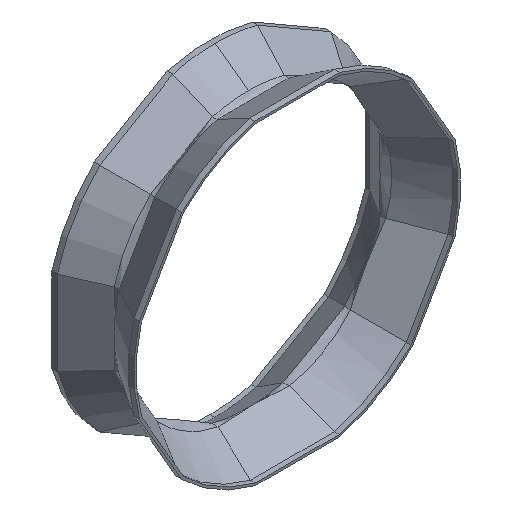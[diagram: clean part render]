
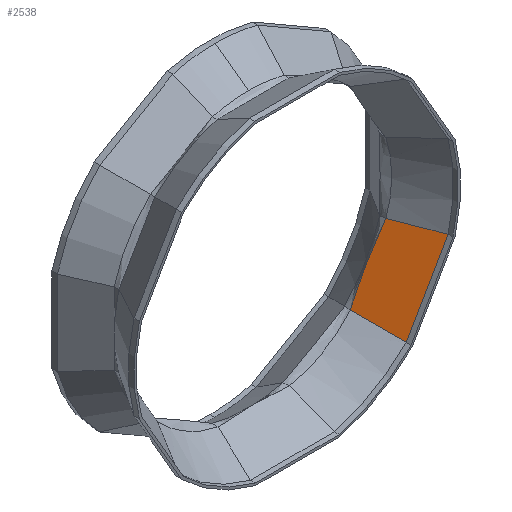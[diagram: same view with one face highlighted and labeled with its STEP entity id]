
A CAD part, isometric view. The second image highlights one B-rep face of the part: STEP entity #2538.
In plain terms, the highlighted planar face has unit normal (-0.739, -0.521, 0.427).
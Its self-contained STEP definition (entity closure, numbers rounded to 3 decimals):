
#107 = ORIENTED_EDGE ( 'NONE', *, *, #2169, .T. ) ;
#171 = VECTOR ( 'NONE', #1542, 1000. ) ;
#388 = CARTESIAN_POINT ( 'NONE',  ( 30.792, 6.643, -8.193 ) ) ;
#405 = CARTESIAN_POINT ( 'NONE',  ( 22.419, 9.696, -18.969 ) ) ;
#858 = CARTESIAN_POINT ( 'NONE',  ( 29.9, 8.104, -7.954 ) ) ;
#868 = FACE_OUTER_BOUND ( 'NONE', #5102, .T. ) ;
#869 = ORIENTED_EDGE ( 'NONE', *, *, #5347, .F. ) ;
#899 = CARTESIAN_POINT ( 'NONE',  ( 21.186, 9.565, -21.265 ) ) ;
#911 = CARTESIAN_POINT ( 'NONE',  ( 21.491, 9.603, -20.689 ) ) ;
#1008 = B_SPLINE_CURVE_WITH_KNOTS ( 'NONE', 3,
 ( #5915, #5411, #2324, #4457, #2060, #5233, #3510 ),
 .UNSPECIFIED., .F., .F.,
 ( 4, 3, 4 ),
 ( 0.016, 0.021, 0.026 ),
 .UNSPECIFIED. ) ;
#1542 = DIRECTION ( 'NONE',  ( -0.5, 0., -0.866 ) ) ;
#1763 = CARTESIAN_POINT ( 'NONE',  ( 29.009, 9.565, -7.715 ) ) ;
#1785 = DIRECTION ( 'NONE',  ( -0.739, -0.521, 0.427 ) ) ;
#1829 = CARTESIAN_POINT ( 'NONE',  ( 27.299, 9.718, -10.489 ) ) ;
#2060 = CARTESIAN_POINT ( 'NONE',  ( 22.491, 6.643, -22.57 ) ) ;
#2083 = ORIENTED_EDGE ( 'NONE', *, *, #4882, .F. ) ;
#2169 = EDGE_CURVE ( 'NONE', #5816, #3615, #4985, .T. ) ;
#2304 = CARTESIAN_POINT ( 'NONE',  ( 28.319, 9.639, -8.82 ) ) ;
#2316 = CARTESIAN_POINT ( 'NONE',  ( 31.683, 5.183, -8.432 ) ) ;
#2324 = CARTESIAN_POINT ( 'NONE',  ( 23.758, 3.808, -23.837 ) ) ;
#2332 = CARTESIAN_POINT ( 'NONE',  ( 21.798, 9.639, -20.115 ) ) ;
#2494 = VERTEX_POINT ( 'NONE', #3238 ) ;
#2538 = ADVANCED_FACE ( 'NONE', ( #868 ), #4178, .T. ) ;
#2709 = CARTESIAN_POINT ( 'NONE',  ( 29.009, 9.565, -7.715 ) ) ;
#2768 = CARTESIAN_POINT ( 'NONE',  ( 28.663, 9.603, -8.267 ) ) ;
#2787 = EDGE_CURVE ( 'NONE', #2494, #5816, #3129, .T. ) ;
#3129 = B_SPLINE_CURVE_WITH_KNOTS ( 'NONE', 3,
 ( #5256, #3666, #5601, #2316, #388, #858, #4651 ),
 .UNSPECIFIED., .F., .F.,
 ( 4, 3, 4 ),
 ( 0.016, 0.021, 0.026 ),
 .UNSPECIFIED. ) ;
#3238 = CARTESIAN_POINT ( 'NONE',  ( 34.2, 1.059, -9.106 ) ) ;
#3510 = CARTESIAN_POINT ( 'NONE',  ( 21.186, 9.565, -21.265 ) ) ;
#3615 = VERTEX_POINT ( 'NONE', #899 ) ;
#3666 = CARTESIAN_POINT ( 'NONE',  ( 33.361, 2.434, -8.881 ) ) ;
#3746 = CARTESIAN_POINT ( 'NONE',  ( 25.635, 9.782, -13.294 ) ) ;
#4056 = ORIENTED_EDGE ( 'NONE', *, *, #2787, .T. ) ;
#4157 = CARTESIAN_POINT ( 'NONE',  ( 26.295, 9.769, -12.168 ) ) ;
#4178 = PLANE ( 'NONE',  #5225 ) ;
#4253 = CARTESIAN_POINT ( 'NONE',  ( 21.186, 9.565, -21.265 ) ) ;
#4276 = CARTESIAN_POINT ( 'NONE',  ( 21.97, 15.482, -12.684 ) ) ;
#4457 = CARTESIAN_POINT ( 'NONE',  ( 23.144, 5.183, -23.222 ) ) ;
#4467 = CARTESIAN_POINT ( 'NONE',  ( 29.593, 1.059, -17.085 ) ) ;
#4651 = CARTESIAN_POINT ( 'NONE',  ( 29.009, 9.565, -7.715 ) ) ;
#4707 = CARTESIAN_POINT ( 'NONE',  ( 24.986, 1.059, -25.065 ) ) ;
#4882 = EDGE_CURVE ( 'NONE', #2494, #5559, #5521, .T. ) ;
#4985 = B_SPLINE_CURVE_WITH_KNOTS ( 'NONE', 3,
 ( #1763, #2768, #2304, #6153, #1829, #4157, #3746, #5240, #6181, #5683, #405, #2332, #911, #4253 ),
 .UNSPECIFIED., .F., .F.,
 ( 4, 2, 2, 2, 2, 2, 4 ),
 ( 0.002, 0.004, 0.006, 0.01, 0.014, 0.016, 0.018 ),
 .UNSPECIFIED. ) ;
#5102 = EDGE_LOOP ( 'NONE', ( #869, #2083, #4056, #107 ) ) ;
#5167 = DIRECTION ( 'NONE',  ( 0.576, -0.817, 0. ) ) ;
#5225 = AXIS2_PLACEMENT_3D ( 'NONE', #4276, #1785, #5167 ) ;
#5233 = CARTESIAN_POINT ( 'NONE',  ( 21.839, 8.104, -21.917 ) ) ;
#5240 = CARTESIAN_POINT ( 'NONE',  ( 24.33, 9.782, -15.554 ) ) ;
#5256 = CARTESIAN_POINT ( 'NONE',  ( 34.2, 1.059, -9.106 ) ) ;
#5347 = EDGE_CURVE ( 'NONE', #5559, #3615, #1008, .T. ) ;
#5411 = CARTESIAN_POINT ( 'NONE',  ( 24.372, 2.434, -24.451 ) ) ;
#5521 = LINE ( 'NONE', #4467, #171 ) ;
#5559 = VERTEX_POINT ( 'NONE', #4707 ) ;
#5601 = CARTESIAN_POINT ( 'NONE',  ( 32.522, 3.808, -8.657 ) ) ;
#5683 = CARTESIAN_POINT ( 'NONE',  ( 22.733, 9.718, -18.397 ) ) ;
#5816 = VERTEX_POINT ( 'NONE', #2709 ) ;
#5915 = CARTESIAN_POINT ( 'NONE',  ( 24.986, 1.059, -25.065 ) ) ;
#6153 = CARTESIAN_POINT ( 'NONE',  ( 27.637, 9.696, -9.931 ) ) ;
#6181 = CARTESIAN_POINT ( 'NONE',  ( 23.685, 9.769, -16.688 ) ) ;
